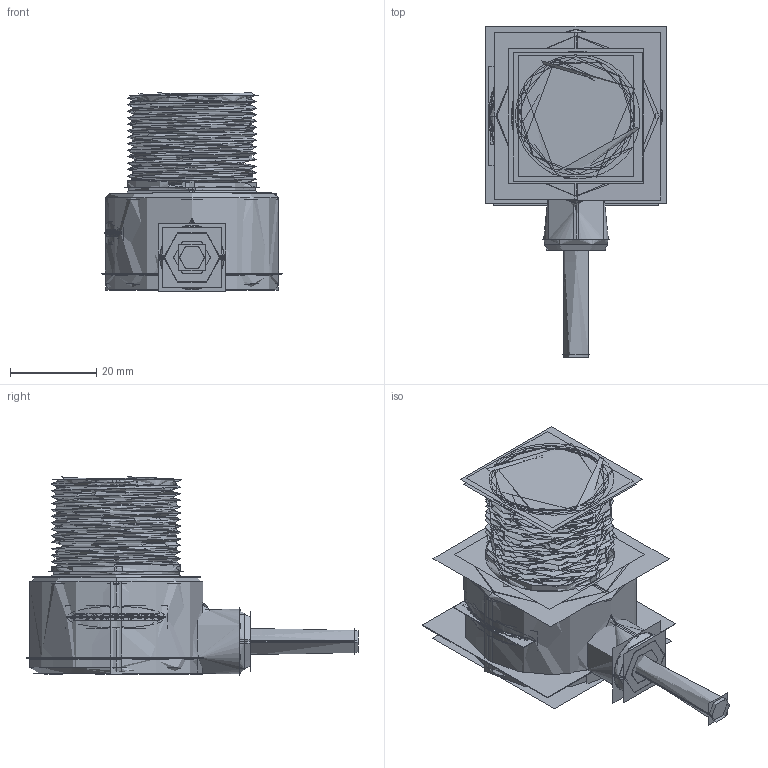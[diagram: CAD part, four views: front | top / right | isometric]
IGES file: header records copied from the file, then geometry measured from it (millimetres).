
Start section:  PTC IGES file: 155324_sm01.igs
Global section: file name: 155324_sm01.igs; native system: Creo Parametric by PTC Inc.; preprocessor: 2019292; author: PDMAdmin; organization: Unknown; date: 20221109.105205; units: millimetre
Bounding box: 41.79 x 76.9 x 45.94 mm (x, y, z)
Volume: 46000.1 mm3; surface area: 52420.6 mm2
Topology: 2 solids, 2 shells, 746 faces, 3980 edges, 5074 vertices
Faces by surface type: revolution 410, bspline 332, extrusion 4
